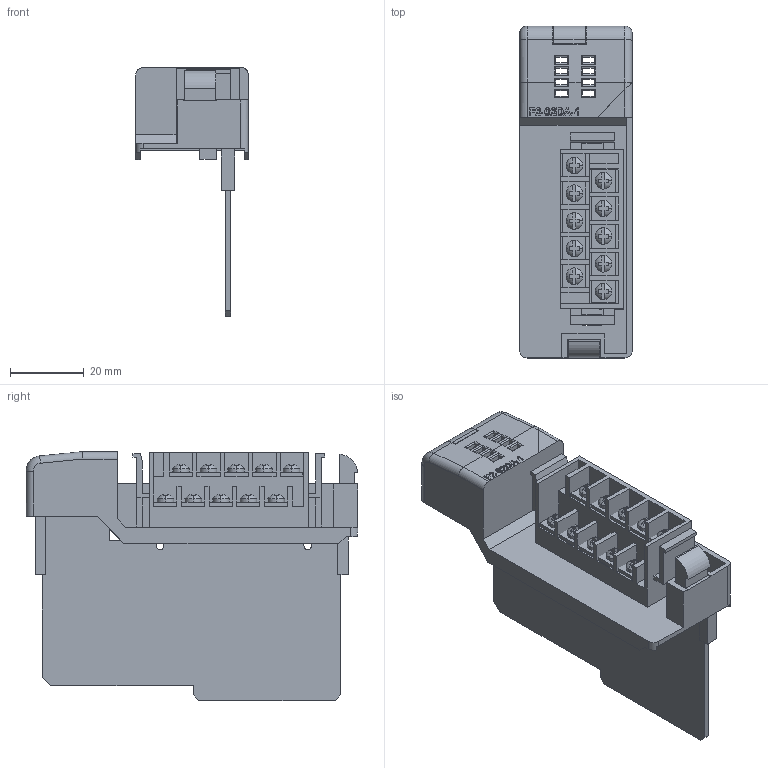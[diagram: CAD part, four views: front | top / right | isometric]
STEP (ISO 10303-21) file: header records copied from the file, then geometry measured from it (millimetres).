
FILE_DESCRIPTION (( 'STEP AP214' ), '1' );
FILE_NAME ('F2-02DA-1_ModuleCase_light_NEW.STEP', '2011-02-02T18:12:29', ( ' ' ), ( ' ' ), 'SwSTEP 2.0', 'SolidWorks 2009', '' );
FILE_SCHEMA (( 'AUTOMOTIVE_DESIGN' ));
Length unit declared in the file: millimetre
Products named in the file (1): F2-02DA-1_ModuleCase_light_NEW
Bounding box: 30.55 x 90 x 67.61 mm (x, y, z)
Volume: 25374 mm3; surface area: 28532.3 mm2
Topology: 6 solids, 6 shells, 574 faces, 1542 edges, 998 vertices
Faces by surface type: plane 414, cylinder 75, bspline 43, sphere 40, torus 2
Entity records: 26219 total; most frequent: CARTESIAN_POINT 5625, ORIENTED_EDGE 3084, DIRECTION 2731, EDGE_CURVE 1542, VECTOR 1139, LINE 1139, VERTEX_POINT 998, AXIS2_PLACEMENT_3D 796
